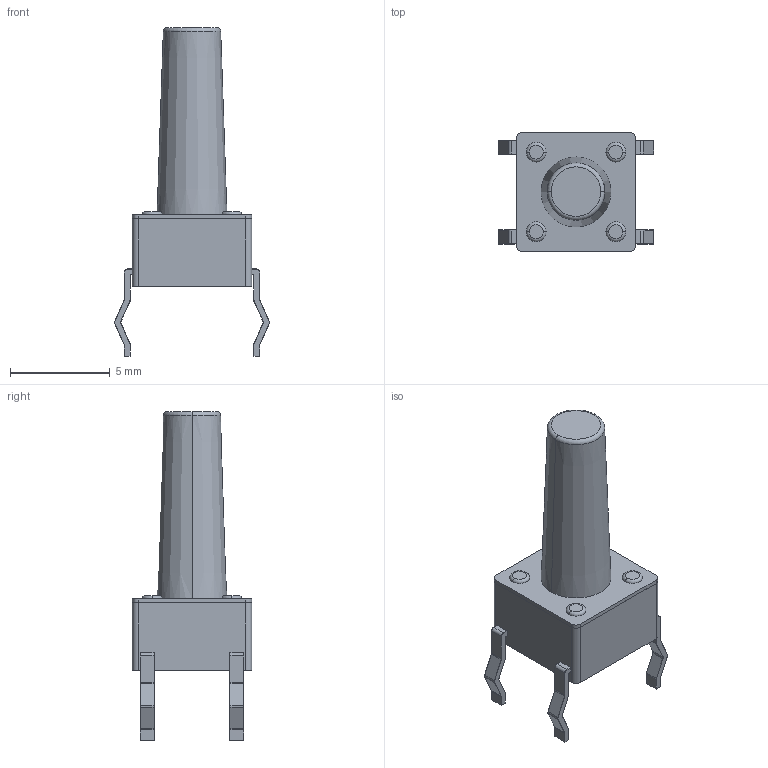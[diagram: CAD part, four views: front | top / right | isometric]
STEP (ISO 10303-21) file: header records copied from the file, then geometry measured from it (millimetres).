
FILE_DESCRIPTION (( 'STEP AP214' ), '1' );
FILE_NAME ('FSM14JHX.STEP', '2017-05-25T00:29:20', ( '' ), ( '' ), 'SwSTEP 2.0', 'SolidWorks 2014', '' );
FILE_SCHEMA (( 'AUTOMOTIVE_DESIGN' ));
Length unit declared in the file: inch
Products named in the file (1): FSM14JHX
Bounding box: 7.8 x 5.99 x 16.51 mm (x, y, z)
Volume: 208.6 mm3; surface area: 284.8 mm2
Topology: 1 solids, 1 shells, 288 faces, 662 edges, 376 vertices
Faces by surface type: cylinder 136, torus 74, plane 68, bspline 8, cone 2
Entity records: 11970 total; most frequent: CARTESIAN_POINT 1593, DIRECTION 1528, ORIENTED_EDGE 1304, EDGE_CURVE 652, AXIS2_PLACEMENT_3D 611, VERTEX_POINT 376, CIRCLE 330, LINE 306
